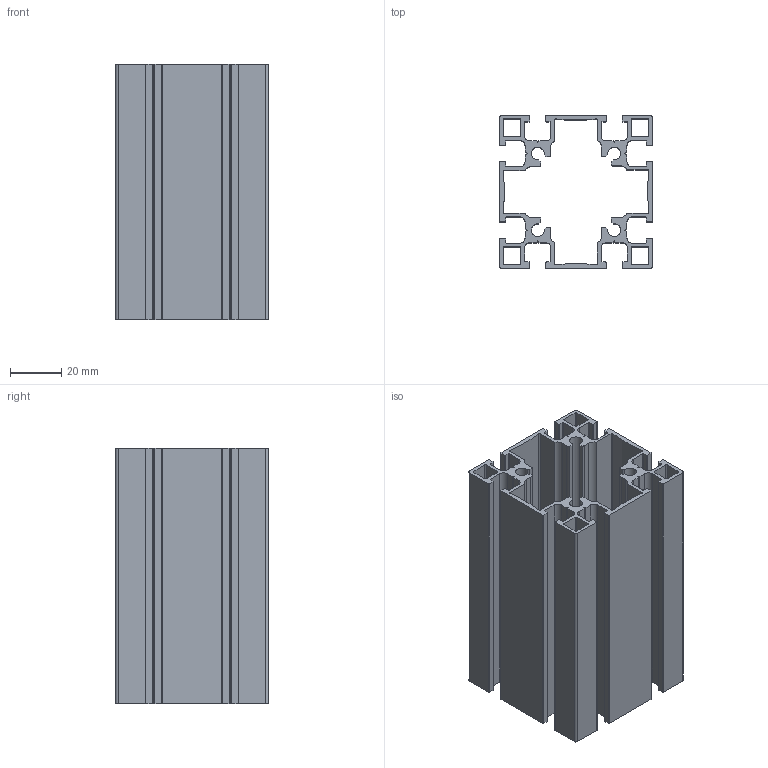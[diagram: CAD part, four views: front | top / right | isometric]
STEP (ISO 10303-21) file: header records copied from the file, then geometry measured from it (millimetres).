
FILE_DESCRIPTION(/* description */ ('PROF.ALL. 60X60- 8 A '),/* implementation_level */ '2;1');
FILE_NAME(/* name */ 'BPRDD0000203.stp',/* time_stamp */ '2025-02-25T08:35:03+01:00',/* author */ ('tecnico5'),/* organization */ (''),/* preprocessor_version */ 'ST-DEVELOPER v20',/* originating_system */ 'Autodesk Inventor 2022',/* authorisation */ '');
FILE_SCHEMA (('AUTOMOTIVE_DESIGN { 1 0 10303 214 3 1 1 }'));
Length unit declared in the file: millimetre
Products named in the file (1): BPRDD0000203
Bounding box: 60 x 60 x 100 mm (x, y, z)
Volume: 77383.7 mm3; surface area: 83593.7 mm2
Topology: 1 solids, 1 shells, 266 faces, 792 edges, 528 vertices
Faces by surface type: plane 142, cylinder 124
Entity records: 9047 total; most frequent: CARTESIAN_POINT 1587, ORIENTED_EDGE 1584, DIRECTION 1574, EDGE_CURVE 792, LINE 544, VECTOR 544, VERTEX_POINT 528, AXIS2_PLACEMENT_3D 515
